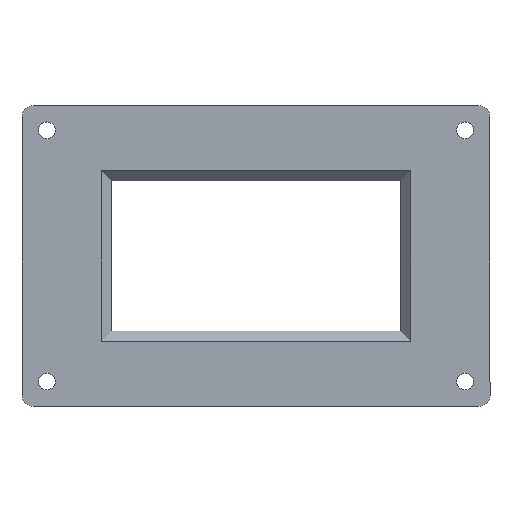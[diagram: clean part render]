
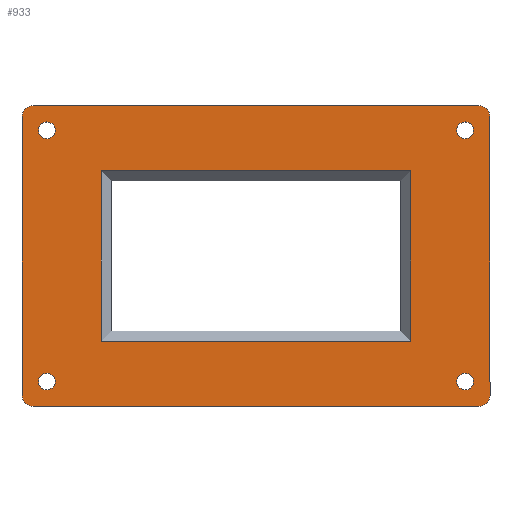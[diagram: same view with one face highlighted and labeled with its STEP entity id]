
A CAD part, top view. The second image highlights one B-rep face of the part: STEP entity #933.
In plain terms, the highlighted planar face has unit normal (0, 0, 1).
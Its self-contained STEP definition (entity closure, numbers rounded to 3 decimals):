
#42=FACE_BOUND('',#318,.T.);
#43=FACE_BOUND('',#319,.T.);
#44=FACE_BOUND('',#320,.T.);
#45=FACE_BOUND('',#321,.T.);
#46=FACE_BOUND('',#322,.T.);
#71=LINE('',#1536,#146);
#75=LINE('',#1544,#150);
#78=LINE('',#1550,#153);
#82=LINE('',#1556,#157);
#88=LINE('',#1570,#163);
#89=LINE('',#1574,#164);
#90=LINE('',#1578,#165);
#91=LINE('',#1582,#166);
#146=VECTOR('',#1198,10.);
#150=VECTOR('',#1204,10.);
#153=VECTOR('',#1209,10.);
#157=VECTOR('',#1215,10.);
#163=VECTOR('',#1227,10.);
#164=VECTOR('',#1230,10.);
#165=VECTOR('',#1233,10.);
#166=VECTOR('',#1236,10.);
#216=PLANE('',#1039);
#254=FACE_OUTER_BOUND('',#317,.T.);
#317=EDGE_LOOP('',(#732,#733,#734,#735,#736,#737,#738,#739));
#318=EDGE_LOOP('',(#740));
#319=EDGE_LOOP('',(#741));
#320=EDGE_LOOP('',(#742));
#321=EDGE_LOOP('',(#743));
#322=EDGE_LOOP('',(#744,#745,#746,#747));
#393=CIRCLE('',#1040,2.);
#394=CIRCLE('',#1041,2.);
#395=CIRCLE('',#1042,2.);
#396=CIRCLE('',#1043,2.);
#397=CIRCLE('',#1044,1.5);
#398=CIRCLE('',#1045,1.5);
#399=CIRCLE('',#1046,1.5);
#400=CIRCLE('',#1047,1.5);
#461=VERTEX_POINT('',#1534);
#462=VERTEX_POINT('',#1535);
#465=VERTEX_POINT('',#1543);
#467=VERTEX_POINT('',#1549);
#472=VERTEX_POINT('',#1568);
#473=VERTEX_POINT('',#1569);
#474=VERTEX_POINT('',#1571);
#475=VERTEX_POINT('',#1573);
#476=VERTEX_POINT('',#1575);
#477=VERTEX_POINT('',#1577);
#478=VERTEX_POINT('',#1579);
#479=VERTEX_POINT('',#1581);
#480=VERTEX_POINT('',#1584);
#481=VERTEX_POINT('',#1586);
#482=VERTEX_POINT('',#1588);
#483=VERTEX_POINT('',#1590);
#557=EDGE_CURVE('',#461,#462,#71,.T.);
#561=EDGE_CURVE('',#462,#465,#75,.T.);
#564=EDGE_CURVE('',#465,#467,#78,.T.);
#568=EDGE_CURVE('',#467,#461,#82,.T.);
#574=EDGE_CURVE('',#472,#473,#88,.T.);
#575=EDGE_CURVE('',#473,#474,#393,.T.);
#576=EDGE_CURVE('',#474,#475,#89,.T.);
#577=EDGE_CURVE('',#475,#476,#394,.T.);
#578=EDGE_CURVE('',#476,#477,#90,.T.);
#579=EDGE_CURVE('',#477,#478,#395,.T.);
#580=EDGE_CURVE('',#478,#479,#91,.T.);
#581=EDGE_CURVE('',#479,#472,#396,.T.);
#582=EDGE_CURVE('',#480,#480,#397,.T.);
#583=EDGE_CURVE('',#481,#481,#398,.T.);
#584=EDGE_CURVE('',#482,#482,#399,.T.);
#585=EDGE_CURVE('',#483,#483,#400,.T.);
#732=ORIENTED_EDGE('',*,*,#574,.T.);
#733=ORIENTED_EDGE('',*,*,#575,.T.);
#734=ORIENTED_EDGE('',*,*,#576,.T.);
#735=ORIENTED_EDGE('',*,*,#577,.T.);
#736=ORIENTED_EDGE('',*,*,#578,.T.);
#737=ORIENTED_EDGE('',*,*,#579,.T.);
#738=ORIENTED_EDGE('',*,*,#580,.T.);
#739=ORIENTED_EDGE('',*,*,#581,.T.);
#740=ORIENTED_EDGE('',*,*,#582,.T.);
#741=ORIENTED_EDGE('',*,*,#583,.T.);
#742=ORIENTED_EDGE('',*,*,#584,.T.);
#743=ORIENTED_EDGE('',*,*,#585,.T.);
#744=ORIENTED_EDGE('',*,*,#557,.F.);
#745=ORIENTED_EDGE('',*,*,#568,.F.);
#746=ORIENTED_EDGE('',*,*,#564,.F.);
#747=ORIENTED_EDGE('',*,*,#561,.F.);
#933=ADVANCED_FACE('',(#254,#42,#43,#44,#45,#46),#216,.T.);
#1039=AXIS2_PLACEMENT_3D('',#1567,#1225,#1226);
#1040=AXIS2_PLACEMENT_3D('',#1572,#1228,#1229);
#1041=AXIS2_PLACEMENT_3D('',#1576,#1231,#1232);
#1042=AXIS2_PLACEMENT_3D('',#1580,#1234,#1235);
#1043=AXIS2_PLACEMENT_3D('',#1583,#1237,#1238);
#1044=AXIS2_PLACEMENT_3D('',#1585,#1239,#1240);
#1045=AXIS2_PLACEMENT_3D('',#1587,#1241,#1242);
#1046=AXIS2_PLACEMENT_3D('',#1589,#1243,#1244);
#1047=AXIS2_PLACEMENT_3D('',#1591,#1245,#1246);
#1198=DIRECTION('',(1.,0.,0.));
#1204=DIRECTION('',(0.,1.,0.));
#1209=DIRECTION('',(-1.,0.,0.));
#1215=DIRECTION('',(0.,-1.,0.));
#1225=DIRECTION('center_axis',(0.,0.,1.));
#1226=DIRECTION('ref_axis',(1.,0.,0.));
#1227=DIRECTION('',(1.,0.,0.));
#1228=DIRECTION('center_axis',(0.,0.,1.));
#1229=DIRECTION('ref_axis',(0.,-1.,0.));
#1230=DIRECTION('',(0.,1.,0.));
#1231=DIRECTION('center_axis',(0.,0.,1.));
#1232=DIRECTION('ref_axis',(1.,0.,0.));
#1233=DIRECTION('',(-1.,0.,0.));
#1234=DIRECTION('center_axis',(0.,0.,1.));
#1235=DIRECTION('ref_axis',(0.,1.,0.));
#1236=DIRECTION('',(0.,-1.,0.));
#1237=DIRECTION('center_axis',(0.,0.,1.));
#1238=DIRECTION('ref_axis',(-1.,0.,0.));
#1239=DIRECTION('center_axis',(0.,0.,-1.));
#1240=DIRECTION('ref_axis',(-1.,0.,0.));
#1241=DIRECTION('center_axis',(0.,0.,-1.));
#1242=DIRECTION('ref_axis',(-1.,0.,0.));
#1243=DIRECTION('center_axis',(0.,0.,-1.));
#1244=DIRECTION('ref_axis',(-1.,0.,0.));
#1245=DIRECTION('center_axis',(0.,0.,-1.));
#1246=DIRECTION('ref_axis',(-1.,0.,0.));
#1534=CARTESIAN_POINT('',(9.75,-37.149,1.2));
#1535=CARTESIAN_POINT('',(65.35,-37.149,1.2));
#1536=CARTESIAN_POINT('',(50.55,-37.149,1.2));
#1543=CARTESIAN_POINT('',(65.35,-6.549,1.2));
#1544=CARTESIAN_POINT('',(65.35,-15.099,1.2));
#1549=CARTESIAN_POINT('',(9.75,-6.549,1.2));
#1550=CARTESIAN_POINT('',(24.55,-6.549,1.2));
#1556=CARTESIAN_POINT('',(9.75,-28.599,1.2));
#1567=CARTESIAN_POINT('Origin',(37.55,-21.849,1.2));
#1568=CARTESIAN_POINT('',(-2.45,-48.849,1.2));
#1569=CARTESIAN_POINT('',(77.55,-48.849,1.2));
#1570=CARTESIAN_POINT('',(-2.45,-48.849,1.2));
#1571=CARTESIAN_POINT('',(79.55,-46.849,1.2));
#1572=CARTESIAN_POINT('Origin',(77.55,-46.849,1.2));
#1573=CARTESIAN_POINT('',(79.55,3.151,1.2));
#1574=CARTESIAN_POINT('',(79.55,-46.849,1.2));
#1575=CARTESIAN_POINT('',(77.55,5.151,1.2));
#1576=CARTESIAN_POINT('Origin',(77.55,3.151,1.2));
#1577=CARTESIAN_POINT('',(-2.45,5.151,1.2));
#1578=CARTESIAN_POINT('',(77.55,5.151,1.2));
#1579=CARTESIAN_POINT('',(-4.45,3.151,1.2));
#1580=CARTESIAN_POINT('Origin',(-2.45,3.151,1.2));
#1581=CARTESIAN_POINT('',(-4.45,-46.849,1.2));
#1582=CARTESIAN_POINT('',(-4.45,3.151,1.2));
#1583=CARTESIAN_POINT('Origin',(-2.45,-46.849,1.2));
#1584=CARTESIAN_POINT('',(76.6,-44.399,1.2));
#1585=CARTESIAN_POINT('Origin',(75.1,-44.399,1.2));
#1586=CARTESIAN_POINT('',(1.5,-44.399,1.2));
#1587=CARTESIAN_POINT('Origin',(0.,-44.399,
1.2));
#1588=CARTESIAN_POINT('',(76.6,0.701,1.2));
#1589=CARTESIAN_POINT('Origin',(75.1,0.701,1.2));
#1590=CARTESIAN_POINT('',(1.5,0.701,1.2));
#1591=CARTESIAN_POINT('Origin',(0.,0.701,
1.2));
